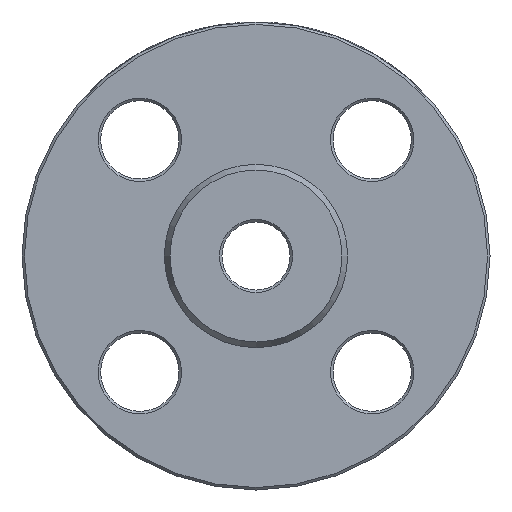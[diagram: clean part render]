
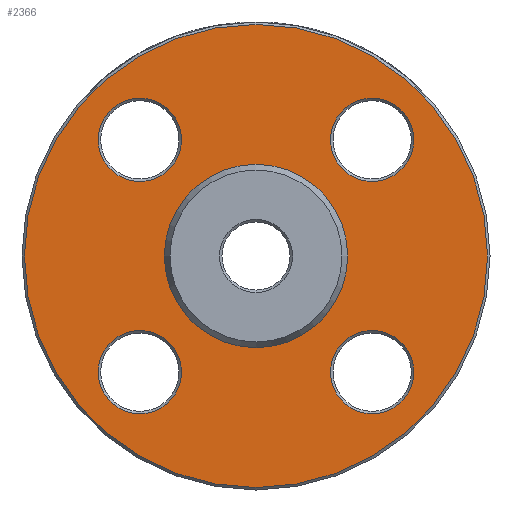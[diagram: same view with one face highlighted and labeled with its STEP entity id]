
A CAD part, left-side view. The second image highlights one B-rep face of the part: STEP entity #2366.
In plain terms, the highlighted planar face has unit normal (-1, 0, 0).
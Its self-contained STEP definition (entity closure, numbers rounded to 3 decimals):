
#94 = ORIENTED_EDGE ( 'NONE', *, *, #3504, .F. ) ;
#183 = ORIENTED_EDGE ( 'NONE', *, *, #4130, .T. ) ;
#222 = VERTEX_POINT ( 'NONE', #3013 ) ;
#261 = ORIENTED_EDGE ( 'NONE', *, *, #3632, .T. ) ;
#456 = ORIENTED_EDGE ( 'NONE', *, *, #2190, .T. ) ;
#590 = DIRECTION ( 'NONE',  ( 1., 0., 0. ) ) ;
#641 = DIRECTION ( 'NONE',  ( 0., 0., -1. ) ) ;
#747 = AXIS2_PLACEMENT_3D ( 'NONE', #2954, #2444, #641 ) ;
#888 = ORIENTED_EDGE ( 'NONE', *, *, #1571, .T. ) ;
#1074 = AXIS2_PLACEMENT_3D ( 'NONE', #1086, #2336, #4237 ) ;
#1086 = CARTESIAN_POINT ( 'NONE',  ( 2., 0., 0. ) ) ;
#1201 = EDGE_LOOP ( 'NONE', ( #2142 ) ) ;
#1480 = EDGE_LOOP ( 'NONE', ( #888 ) ) ;
#1564 = CARTESIAN_POINT ( 'NONE',  ( 2., 23.582, -32.032 ) ) ;
#1565 = PLANE ( 'NONE',  #747 ) ;
#1571 = EDGE_CURVE ( 'NONE', #222, #222, #5260, .T. ) ;
#1608 = CARTESIAN_POINT ( 'NONE',  ( 2., 23.582, -23.582 ) ) ;
#1630 = FACE_OUTER_BOUND ( 'NONE', #1892, .T. ) ;
#1673 = CARTESIAN_POINT ( 'NONE',  ( 2., -23.582, -23.582 ) ) ;
#1721 = DIRECTION ( 'NONE',  ( 0., 1., 0. ) ) ;
#1756 = CARTESIAN_POINT ( 'NONE',  ( 2., 23.582, 23.582 ) ) ;
#1892 = EDGE_LOOP ( 'NONE', ( #261 ) ) ;
#1897 = CIRCLE ( 'NONE', #3645, 8.45 ) ;
#1993 = FACE_BOUND ( 'NONE', #1201, .T. ) ;
#2088 = CARTESIAN_POINT ( 'NONE',  ( 2., 0., -47. ) ) ;
#2117 = CARTESIAN_POINT ( 'NONE',  ( 2., -32.032, -23.582 ) ) ;
#2142 = ORIENTED_EDGE ( 'NONE', *, *, #3092, .T. ) ;
#2153 = CIRCLE ( 'NONE', #5834, 47. ) ;
#2190 = EDGE_CURVE ( 'NONE', #3046, #3046, #3257, .T. ) ;
#2336 = DIRECTION ( 'NONE',  ( -1., 0., 0. ) ) ;
#2366 = ADVANCED_FACE ( 'NONE', ( #3381, #4807, #1993, #5720, #1630, #2927 ), #1565, .F. ) ;
#2444 = DIRECTION ( 'NONE',  ( 1., 0., 0. ) ) ;
#2502 = VERTEX_POINT ( 'NONE', #3898 ) ;
#2602 = DIRECTION ( 'NONE',  ( 0., -1., 0. ) ) ;
#2927 = FACE_BOUND ( 'NONE', #5316, .T. ) ;
#2945 = DIRECTION ( 'NONE',  ( 1., 0., 0. ) ) ;
#2954 = CARTESIAN_POINT ( 'NONE',  ( 2., 18.605, 0. ) ) ;
#3013 = CARTESIAN_POINT ( 'NONE',  ( 2., -23.582, 32.032 ) ) ;
#3022 = DIRECTION ( 'NONE',  ( 0., 0., -1. ) ) ;
#3046 = VERTEX_POINT ( 'NONE', #1564 ) ;
#3092 = EDGE_CURVE ( 'NONE', #3961, #3961, #1897, .T. ) ;
#3257 = CIRCLE ( 'NONE', #3937, 8.45 ) ;
#3276 = CARTESIAN_POINT ( 'NONE',  ( 2., 0., 0. ) ) ;
#3358 = DIRECTION ( 'NONE',  ( -1., 0., 0. ) ) ;
#3381 = FACE_BOUND ( 'NONE', #5188, .T. ) ;
#3388 = DIRECTION ( 'NONE',  ( 0., 0., -1. ) ) ;
#3430 = AXIS2_PLACEMENT_3D ( 'NONE', #4372, #2945, #3802 ) ;
#3504 = EDGE_CURVE ( 'NONE', #2502, #2502, #4267, .T. ) ;
#3509 = VERTEX_POINT ( 'NONE', #2088 ) ;
#3632 = EDGE_CURVE ( 'NONE', #3509, #3509, #2153, .T. ) ;
#3645 = AXIS2_PLACEMENT_3D ( 'NONE', #1756, #3985, #1721 ) ;
#3802 = DIRECTION ( 'NONE',  ( 0., 0., 1. ) ) ;
#3857 = CIRCLE ( 'NONE', #5609, 8.45 ) ;
#3898 = CARTESIAN_POINT ( 'NONE',  ( 2., 0., 18.605 ) ) ;
#3937 = AXIS2_PLACEMENT_3D ( 'NONE', #1608, #590, #3388 ) ;
#3961 = VERTEX_POINT ( 'NONE', #4840 ) ;
#3985 = DIRECTION ( 'NONE',  ( 1., 0., 0. ) ) ;
#4130 = EDGE_CURVE ( 'NONE', #5388, #5388, #3857, .T. ) ;
#4237 = DIRECTION ( 'NONE',  ( 0., 0., 1. ) ) ;
#4267 = CIRCLE ( 'NONE', #1074, 18.605 ) ;
#4358 = DIRECTION ( 'NONE',  ( 1., 0., 0. ) ) ;
#4372 = CARTESIAN_POINT ( 'NONE',  ( 2., -23.582, 23.582 ) ) ;
#4807 = FACE_BOUND ( 'NONE', #1480, .T. ) ;
#4840 = CARTESIAN_POINT ( 'NONE',  ( 2., 32.032, 23.582 ) ) ;
#5188 = EDGE_LOOP ( 'NONE', ( #183 ) ) ;
#5260 = CIRCLE ( 'NONE', #3430, 8.45 ) ;
#5316 = EDGE_LOOP ( 'NONE', ( #94 ) ) ;
#5388 = VERTEX_POINT ( 'NONE', #2117 ) ;
#5540 = EDGE_LOOP ( 'NONE', ( #456 ) ) ;
#5609 = AXIS2_PLACEMENT_3D ( 'NONE', #1673, #4358, #2602 ) ;
#5720 = FACE_BOUND ( 'NONE', #5540, .T. ) ;
#5834 = AXIS2_PLACEMENT_3D ( 'NONE', #3276, #3358, #3022 ) ;
